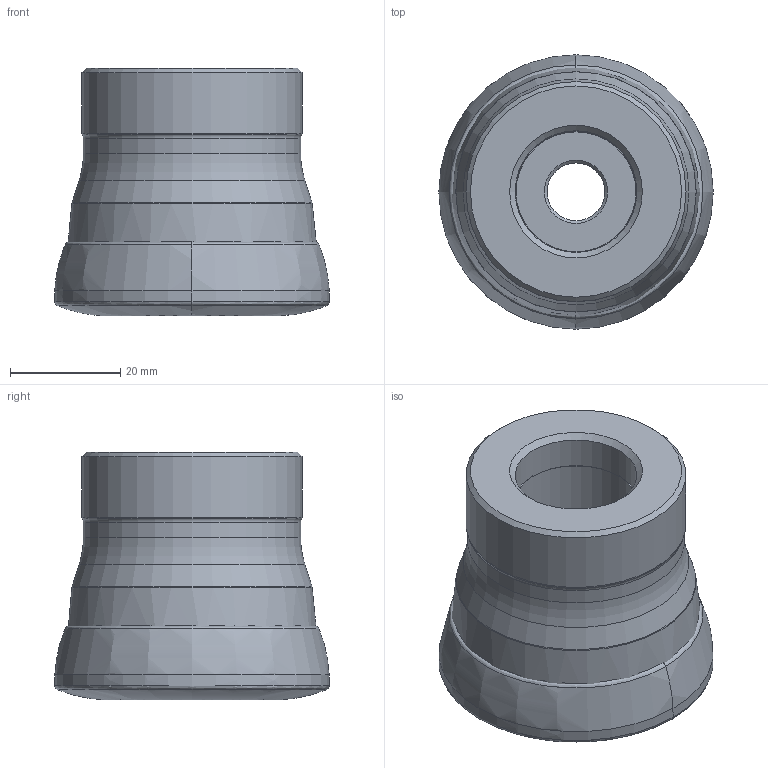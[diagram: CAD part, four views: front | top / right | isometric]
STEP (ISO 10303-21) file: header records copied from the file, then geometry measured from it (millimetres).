
FILE_DESCRIPTION (( 'STEP AP203' ), '1' );
FILE_NAME ('CUT PROFILE - 181069100.STEP', '2019-07-17T11:35:46', ( '' ), ( '' ), 'SwSTEP 2.0', 'SolidWorks 2015', '' );
FILE_SCHEMA (( 'CONFIG_CONTROL_DESIGN' ));
Length unit declared in the file: millimetre
Products named in the file (5): CUT^CUT PROFILE - 181069100; CUT PROFILE - 181069100; NOCUT^CUT PROFILE - 181069100
Assembly tree (2 placements, depth 2):
  CUT^CUT PROFILE - 181069100
  CUT PROFILE - 181069100
    CUT^CUT PROFILE - 181069100
    NOCUT^CUT PROFILE - 181069100
  NOCUT^CUT PROFILE - 181069100
Bounding box: 49.9 x 49.9 x 44.99 mm (x, y, z)
Volume: 66838.5 mm3; surface area: 16257.3 mm2
Topology: 2 solids, 2 shells, 57 faces, 112 edges, 61 vertices
Faces by surface type: bspline 22, torus 11, cone 11, cylinder 7, plane 6
Full cylindrical faces by diameter (mm): 10.5 x1, 16.5 x1, 22 x1, 22.12 x1, 23 x1, 39.5 x1, 40 x1
Entity records: 2961 total; most frequent: CARTESIAN_POINT 1551, DIRECTION 200, ORIENTED_EDGE 162, AXIS2_PLACEMENT_3D 100, EDGE_LOOP 94, EDGE_CURVE 81, FACE_OUTER_BOUND 77, VERTEX_POINT 61
